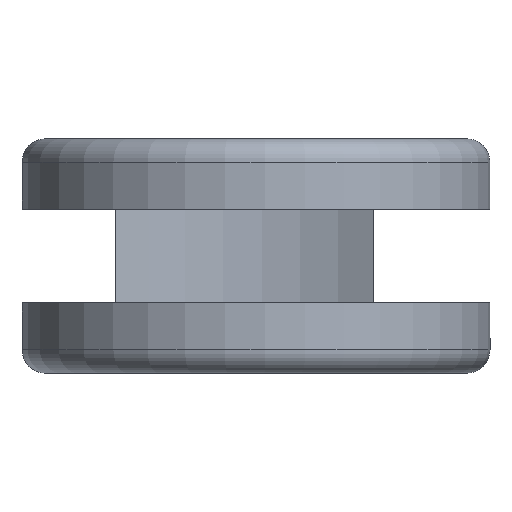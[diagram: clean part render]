
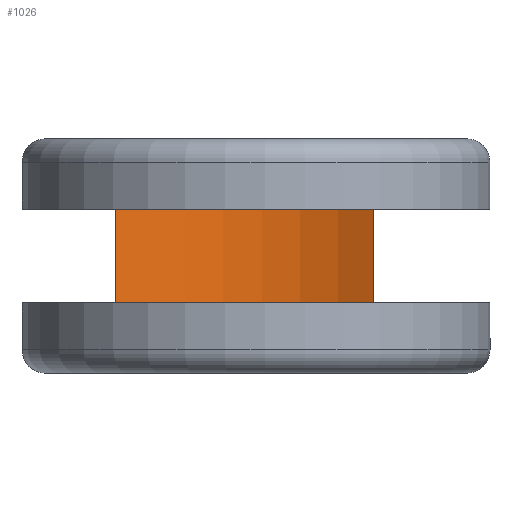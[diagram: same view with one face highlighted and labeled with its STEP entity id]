
A CAD part, left-side view. The second image highlights one B-rep face of the part: STEP entity #1026.
In plain terms, the highlighted cylindrical face has radius 10.5 mm (diameter 21 mm), a partial arc.
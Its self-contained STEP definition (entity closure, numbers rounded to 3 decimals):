
#111=FACE_OUTER_BOUND('',#175,.T.);
#175=EDGE_LOOP('',(#867,#868,#869,#870));
#221=LINE('',#1696,#278);
#240=LINE('',#1841,#297);
#278=VECTOR('',#1324,10.);
#297=VECTOR('',#1461,10.);
#383=CIRCLE('',#1173,10.5);
#384=CIRCLE('',#1174,10.5);
#435=VERTEX_POINT('',#1693);
#436=VERTEX_POINT('',#1695);
#470=VERTEX_POINT('',#1838);
#471=VERTEX_POINT('',#1840);
#547=EDGE_CURVE('',#435,#436,#221,.T.);
#606=EDGE_CURVE('',#470,#471,#240,.T.);
#620=EDGE_CURVE('',#435,#471,#383,.T.);
#621=EDGE_CURVE('',#470,#436,#384,.T.);
#867=ORIENTED_EDGE('',*,*,#620,.T.);
#868=ORIENTED_EDGE('',*,*,#606,.F.);
#869=ORIENTED_EDGE('',*,*,#621,.T.);
#870=ORIENTED_EDGE('',*,*,#547,.F.);
#975=CYLINDRICAL_SURFACE('',#1172,10.5);
#1026=ADVANCED_FACE('',(#111),#975,.F.);
#1172=AXIS2_PLACEMENT_3D('',#1867,#1483,#1484);
#1173=AXIS2_PLACEMENT_3D('',#1868,#1485,#1486);
#1174=AXIS2_PLACEMENT_3D('',#1869,#1487,#1488);
#1324=DIRECTION('',(0.,0.,1.));
#1461=DIRECTION('',(0.,0.,-1.));
#1483=DIRECTION('center_axis',(0.,0.,1.));
#1484=DIRECTION('ref_axis',(1.,0.,0.));
#1485=DIRECTION('center_axis',(0.,0.,-1.));
#1486=DIRECTION('ref_axis',(1.,0.,0.));
#1487=DIRECTION('center_axis',(0.,0.,1.));
#1488=DIRECTION('ref_axis',(1.,0.,0.));
#1693=CARTESIAN_POINT('',(-16.383,6.,3.));
#1695=CARTESIAN_POINT('',(-16.383,6.,7.));
#1696=CARTESIAN_POINT('',(-16.383,6.,0.));
#1838=CARTESIAN_POINT('',(-15.767,-5.,7.));
#1840=CARTESIAN_POINT('',(-15.767,-5.,3.));
#1841=CARTESIAN_POINT('',(-15.767,-5.,0.));
#1867=CARTESIAN_POINT('Origin',(-25.,0.,0.));
#1868=CARTESIAN_POINT('Origin',(-25.,0.,3.));
#1869=CARTESIAN_POINT('Origin',(-25.,0.,7.));
